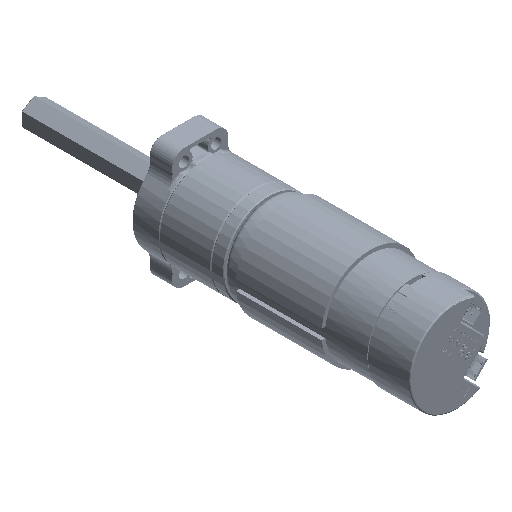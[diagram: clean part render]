
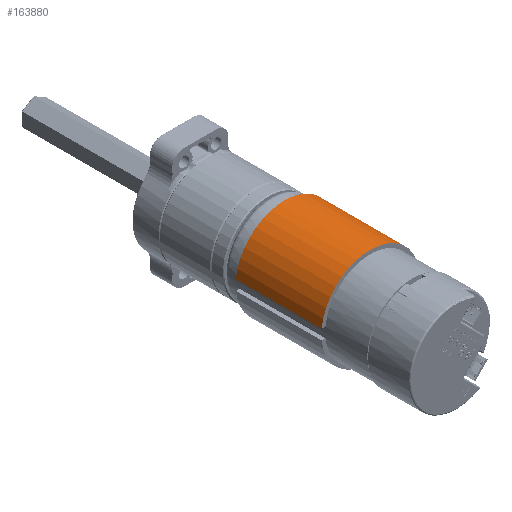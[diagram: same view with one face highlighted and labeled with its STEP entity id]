
A CAD part, isometric view. The second image highlights one B-rep face of the part: STEP entity #163880.
In plain terms, the highlighted cylindrical face has radius 19.5 mm (diameter 39 mm), a partial arc.
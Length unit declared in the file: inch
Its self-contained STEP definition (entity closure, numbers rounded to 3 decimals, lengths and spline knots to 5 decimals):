
#840 = ORIENTED_EDGE ( 'NONE', *, *, #88933, .T. ) ;
#2042 = LINE ( 'NONE', #73409, #46577 ) ;
#11129 = AXIS2_PLACEMENT_3D ( 'NONE', #94314, #19111, #151104 ) ;
#12803 = ORIENTED_EDGE ( 'NONE', *, *, #37026, .T. ) ;
#15412 = DIRECTION ( 'NONE',  ( -1., 0., 0. ) ) ;
#17739 = LINE ( 'NONE', #120823, #66026 ) ;
#19111 = DIRECTION ( 'NONE',  ( 0., 0., -1. ) ) ;
#25174 = CARTESIAN_POINT ( 'NONE',  ( 0.76367, -0.07874, 1.96063 ) ) ;
#25218 = EDGE_CURVE ( 'NONE', #104677, #27597, #33107, .T. ) ;
#27597 = VERTEX_POINT ( 'NONE', #32870 ) ;
#32870 = CARTESIAN_POINT ( 'NONE',  ( -0.76772, 0., 1.96063 ) ) ;
#33107 = CIRCLE ( 'NONE', #100804, 0.76772 ) ;
#37026 = EDGE_CURVE ( 'NONE', #27597, #155299, #2042, .T. ) ;
#43130 = DIRECTION ( 'NONE',  ( 0., 0., -1. ) ) ;
#46577 = VECTOR ( 'NONE', #148489, 39.37008 ) ;
#50404 = EDGE_LOOP ( 'NONE', ( #112616, #12803, #133414, #840 ) ) ;
#57590 = CARTESIAN_POINT ( 'NONE',  ( 0., 0., 1.96063 ) ) ;
#59862 = EDGE_CURVE ( 'NONE', #174939, #155299, #106453, .T. ) ;
#61537 = CARTESIAN_POINT ( 'NONE',  ( -0.76772, 0., 0.62205 ) ) ;
#66026 = VECTOR ( 'NONE', #179614, 39.37008 ) ;
#73409 = CARTESIAN_POINT ( 'NONE',  ( -0.76772, 0., -0.2815 ) ) ;
#73888 = DIRECTION ( 'NONE',  ( -1., 0., 0. ) ) ;
#75779 = AXIS2_PLACEMENT_3D ( 'NONE', #106931, #151191, #15412 ) ;
#77911 = FACE_OUTER_BOUND ( 'NONE', #50404, .T. ) ;
#88933 = EDGE_CURVE ( 'NONE', #174939, #104677, #17739, .T. ) ;
#92382 = CYLINDRICAL_SURFACE ( 'NONE', #11129, 0.76772 ) ;
#94314 = CARTESIAN_POINT ( 'NONE',  ( 0., 0., -0.2815 ) ) ;
#100804 = AXIS2_PLACEMENT_3D ( 'NONE', #57590, #43130, #73888 ) ;
#104677 = VERTEX_POINT ( 'NONE', #25174 ) ;
#106453 = CIRCLE ( 'NONE', #75779, 0.76772 ) ;
#106931 = CARTESIAN_POINT ( 'NONE',  ( 0., 0., 0.62205 ) ) ;
#112616 = ORIENTED_EDGE ( 'NONE', *, *, #25218, .T. ) ;
#120823 = CARTESIAN_POINT ( 'NONE',  ( 0.76367, -0.07874, 0. ) ) ;
#133414 = ORIENTED_EDGE ( 'NONE', *, *, #59862, .F. ) ;
#148489 = DIRECTION ( 'NONE',  ( 0., 0., -1. ) ) ;
#151104 = DIRECTION ( 'NONE',  ( -1., 0., 0. ) ) ;
#151191 = DIRECTION ( 'NONE',  ( 0., 0., -1. ) ) ;
#155299 = VERTEX_POINT ( 'NONE', #61537 ) ;
#162675 = CARTESIAN_POINT ( 'NONE',  ( 0.76367, -0.07874, 0.62205 ) ) ;
#163880 = ADVANCED_FACE ( 'NONE', ( #77911 ), #92382, .T. ) ;
#174939 = VERTEX_POINT ( 'NONE', #162675 ) ;
#179614 = DIRECTION ( 'NONE',  ( 0., 0., 1. ) ) ;
